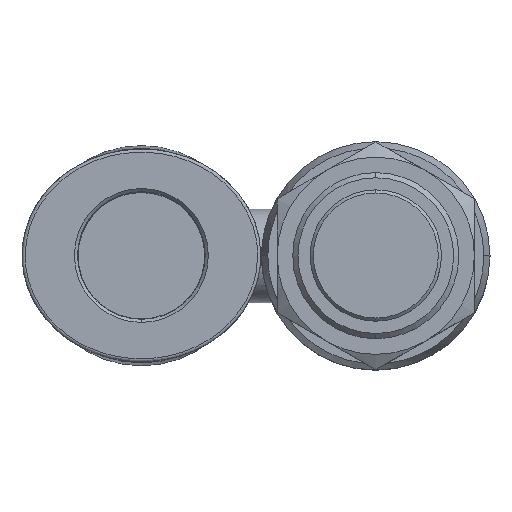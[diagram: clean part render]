
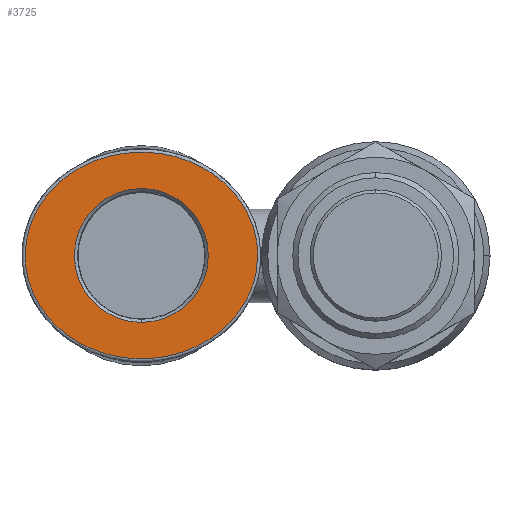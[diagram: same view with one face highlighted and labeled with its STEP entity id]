
A CAD part, top view. The second image highlights one B-rep face of the part: STEP entity #3725.
In plain terms, the highlighted face is planar.
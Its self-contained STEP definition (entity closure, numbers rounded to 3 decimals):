
#300=CARTESIAN_POINT('',(16.254,11.384,0.0));
#301=VERTEX_POINT('',#300);
#308=CARTESIAN_POINT('',(16.254,24.284,0.));
#309=VERTEX_POINT('',#308);
#310=CARTESIAN_POINT('',(16.254,17.834,0.0));
#311=DIRECTION('',(-1.0,0.0,0.0));
#312=DIRECTION('',(0.0,-1.0,0.0));
#313=AXIS2_PLACEMENT_3D('',#310,#311,#312);
#314=CIRCLE('',#313,6.45);
#315=EDGE_CURVE('',#301,#309,#314,.T.);
#3673=CARTESIAN_POINT('',(16.254,17.834,0.0));
#3674=DIRECTION('',(-1.0,0.0,0.0));
#3675=DIRECTION('',(0.0,-1.0,0.0));
#3676=AXIS2_PLACEMENT_3D('',#3673,#3674,#3675);
#3677=CIRCLE('',#3676,6.45);
#3678=EDGE_CURVE('',#309,#301,#3677,.T.);
#3683=CARTESIAN_POINT('',(16.254,17.834,0.0));
#3684=DIRECTION('',(-1.0,0.0,0.0));
#3685=DIRECTION('',(0.0,0.0,1.0));
#3686=AXIS2_PLACEMENT_3D('',#3683,#3684,#3685);
#3687=PLANE('',#3686);
#3688=CARTESIAN_POINT('',(16.254,17.834,11.2));
#3689=VERTEX_POINT('',#3688);
#3690=CARTESIAN_POINT('',(16.254,17.834,11.2));
#3691=CARTESIAN_POINT('',(16.254,16.95,11.2));
#3692=CARTESIAN_POINT('',(16.254,16.054,11.064));
#3693=CARTESIAN_POINT('',(16.254,13.844,10.382));
#3694=CARTESIAN_POINT('',(16.254,12.588,9.637));
#3695=CARTESIAN_POINT('',(16.254,10.252,7.492));
#3696=CARTESIAN_POINT('',(16.254,9.266,5.969));
#3697=CARTESIAN_POINT('',(16.254,7.963,2.46));
#3698=CARTESIAN_POINT('',(16.254,7.734,0.436));
#3699=CARTESIAN_POINT('',(16.254,8.249,-3.739));
#3700=CARTESIAN_POINT('',(16.254,9.113,-5.869));
#3701=CARTESIAN_POINT('',(16.254,11.882,-9.263));
#3702=CARTESIAN_POINT('',(16.254,13.808,-10.533));
#3703=CARTESIAN_POINT('',(16.254,18.475,-11.545));
#3704=CARTESIAN_POINT('',(16.254,21.189,-10.906));
#3705=CARTESIAN_POINT('',(16.254,25.124,-8.02));
#3706=CARTESIAN_POINT('',(16.254,26.472,-6.029));
#3707=CARTESIAN_POINT('',(16.254,28.083,-1.049));
#3708=CARTESIAN_POINT('',(16.254,27.97,2.036));
#3709=CARTESIAN_POINT('',(16.254,26.202,6.299));
#3710=CARTESIAN_POINT('',(16.254,25.22,7.72));
#3711=CARTESIAN_POINT('',(16.254,22.672,9.954));
#3712=CARTESIAN_POINT('',(16.254,21.122,10.738));
#3713=CARTESIAN_POINT('',(16.254,18.929,11.149));
#3714=CARTESIAN_POINT('',(16.254,18.38,11.2));
#3715=CARTESIAN_POINT('',(16.254,17.834,11.2));
#3716=B_SPLINE_CURVE_WITH_KNOTS('',3,(#3690,#3691,#3692,#3693,#3694,#3695,#3696,#3697,#3698,#3699,#3700,#3701,#3702,#3703,#3704,#3705,#3706,#3707,#3708,#3709,#3710,#3711,#3712,#3713,#3714,#3715),.UNSPECIFIED.,.T.,.U.,(4,2,2,2,2,2,2,2,2,2,2,2,4),(0.0,0.252,0.655,1.154,1.717,2.342,2.961,3.691,4.344,5.171,5.649,6.127,6.283),.UNSPECIFIED.);
#3717=EDGE_CURVE('',#3689,#3689,#3716,.T.);
#3718=ORIENTED_EDGE('',*,*,#3717,.F.);
#3719=EDGE_LOOP('',(#3718));
#3720=FACE_OUTER_BOUND('',#3719,.T.);
#3721=ORIENTED_EDGE('',*,*,#3678,.F.);
#3722=ORIENTED_EDGE('',*,*,#315,.F.);
#3723=EDGE_LOOP('',(#3721,#3722));
#3724=FACE_BOUND('',#3723,.T.);
#3725=ADVANCED_FACE('',(#3720,#3724),#3687,.T.);
